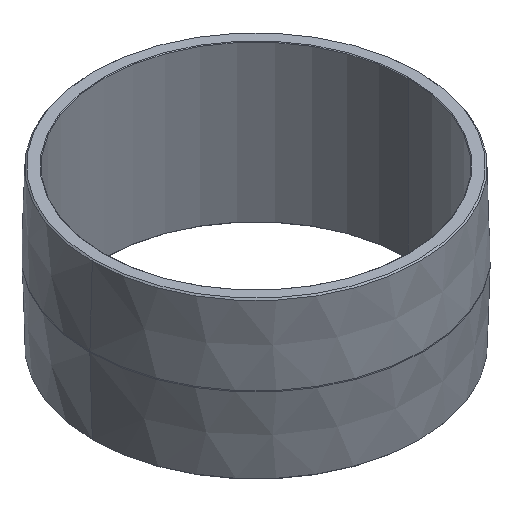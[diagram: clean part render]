
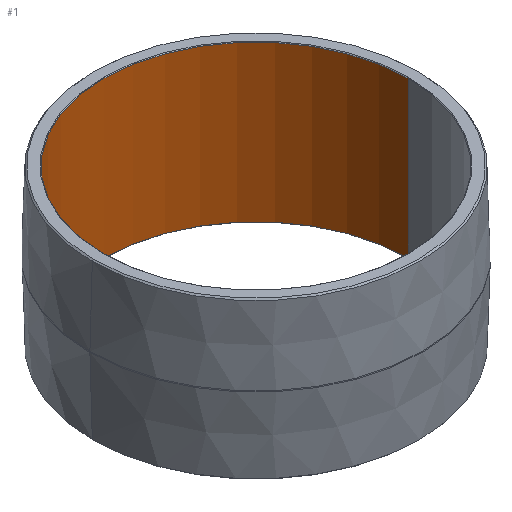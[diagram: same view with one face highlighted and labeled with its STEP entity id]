
A CAD part, isometric view. The second image highlights one B-rep face of the part: STEP entity #1.
In plain terms, the highlighted cylindrical face has radius 76.962 mm (diameter 153.924 mm), a partial arc.
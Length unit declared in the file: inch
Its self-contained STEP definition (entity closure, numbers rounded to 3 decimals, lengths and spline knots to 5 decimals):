
#1 = ADVANCED_FACE ( 'NONE', ( #426 ), #390, .F. ) ;
#46 = DIRECTION ( 'NONE',  ( 0., 0., -1. ) ) ;
#65 = VECTOR ( 'NONE', #155, 39.37008 ) ;
#68 = CIRCLE ( 'NONE', #549, 3.03 ) ;
#83 = EDGE_CURVE ( 'NONE', #258, #412, #387, .T. ) ;
#94 = CARTESIAN_POINT ( 'NONE',  ( -3.03, 0., 0.0125 ) ) ;
#116 = ORIENTED_EDGE ( 'NONE', *, *, #398, .T. ) ;
#129 = DIRECTION ( 'NONE',  ( -1., 0., 0. ) ) ;
#134 = ORIENTED_EDGE ( 'NONE', *, *, #172, .T. ) ;
#143 = ORIENTED_EDGE ( 'NONE', *, *, #83, .T. ) ;
#155 = DIRECTION ( 'NONE',  ( 0., 0., -1. ) ) ;
#166 = CARTESIAN_POINT ( 'NONE',  ( 3.03, 0., 3.125 ) ) ;
#172 = EDGE_CURVE ( 'NONE', #477, #258, #205, .T. ) ;
#187 = EDGE_CURVE ( 'NONE', #298, #412, #550, .T. ) ;
#191 = DIRECTION ( 'NONE',  ( 0., 0., -1. ) ) ;
#205 = LINE ( 'NONE', #280, #330 ) ;
#258 = VERTEX_POINT ( 'NONE', #94 ) ;
#265 = CARTESIAN_POINT ( 'NONE',  ( 3.03, 0., 3.1125 ) ) ;
#276 = DIRECTION ( 'NONE',  ( 1., 0., 0. ) ) ;
#279 = DIRECTION ( 'NONE',  ( 0., 0., 1. ) ) ;
#280 = CARTESIAN_POINT ( 'NONE',  ( -3.03, 0., 3.125 ) ) ;
#298 = VERTEX_POINT ( 'NONE', #265 ) ;
#330 = VECTOR ( 'NONE', #191, 39.37008 ) ;
#340 = DIRECTION ( 'NONE',  ( 0., 0., -1. ) ) ;
#358 = CARTESIAN_POINT ( 'NONE',  ( 3.03, 0., 0.0125 ) ) ;
#362 = EDGE_LOOP ( 'NONE', ( #480, #116, #134, #143 ) ) ;
#366 = CARTESIAN_POINT ( 'NONE',  ( 0., 0., 3.1125 ) ) ;
#387 = CIRCLE ( 'NONE', #519, 3.03 ) ;
#390 = CYLINDRICAL_SURFACE ( 'NONE', #404, 3.03 ) ;
#398 = EDGE_CURVE ( 'NONE', #298, #477, #68, .T. ) ;
#404 = AXIS2_PLACEMENT_3D ( 'NONE', #552, #340, #129 ) ;
#412 = VERTEX_POINT ( 'NONE', #358 ) ;
#416 = DIRECTION ( 'NONE',  ( 1., 0., 0. ) ) ;
#426 = FACE_OUTER_BOUND ( 'NONE', #362, .T. ) ;
#441 = CARTESIAN_POINT ( 'NONE',  ( -3.03, 0., 3.1125 ) ) ;
#465 = CARTESIAN_POINT ( 'NONE',  ( 0., 0., 0.0125 ) ) ;
#477 = VERTEX_POINT ( 'NONE', #441 ) ;
#480 = ORIENTED_EDGE ( 'NONE', *, *, #187, .F. ) ;
#519 = AXIS2_PLACEMENT_3D ( 'NONE', #465, #46, #416 ) ;
#549 = AXIS2_PLACEMENT_3D ( 'NONE', #366, #279, #276 ) ;
#550 = LINE ( 'NONE', #166, #65 ) ;
#552 = CARTESIAN_POINT ( 'NONE',  ( 0., 0., 3.125 ) ) ;
